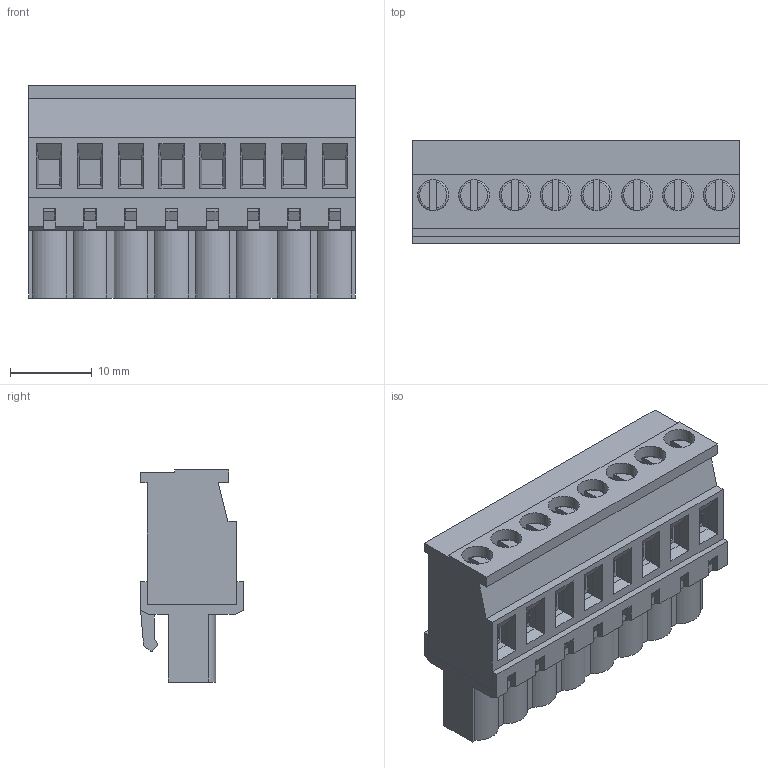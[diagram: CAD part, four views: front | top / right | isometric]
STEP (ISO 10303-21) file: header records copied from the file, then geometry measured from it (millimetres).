
FILE_DESCRIPTION( ( 'Unknown' ), '1' );
FILE_NAME( '691344710008.stp', 'Unknown', ( 'Unknown' ), ( 'Unknown' ), 'PSStep 18.0.17', 'Unknown', ' ' );
FILE_SCHEMA( ( 'AUTOMOTIVE_DESIGN { 1 0 10303 214 1 1 1 1 }' ) );
Length unit declared in the file: millimetre
Products named in the file (6): Assem1; 6913447100xx_CAGE; 6913447100xx_PIN; 6913447100xx_VIS; 691344710008; 691344710008_BAS
Assembly tree (26 placements, depth 2):
  Assem1
    6913447100xx_CAGE  x8
    6913447100xx_PIN  x8
    6913447100xx_VIS  x8
    691344710008
    691344710008_BAS
Bounding box: 40 x 12.6 x 26 mm (x, y, z)
Volume: 6068.8 mm3; surface area: 14103.4 mm2
Topology: 26 solids, 26 shells, 1608 faces, 4488 edges, 2930 vertices
Faces by surface type: plane 1254, cylinder 306, torus 32, cone 16
Full cylindrical faces by diameter (mm): 1.6 x8, 2.2 x8, 2.4 x8, 2.9 x16, 3 x8, 3.8 x16
Entity records: 37082 total; most frequent: CARTESIAN_POINT 5262, ORIENTED_EDGE 5160, DIRECTION 4670, EDGE_CURVE 2580, LINE 2394, VECTOR 2394, VERTEX_POINT 1706, AXIS2_PLACEMENT_3D 1138
